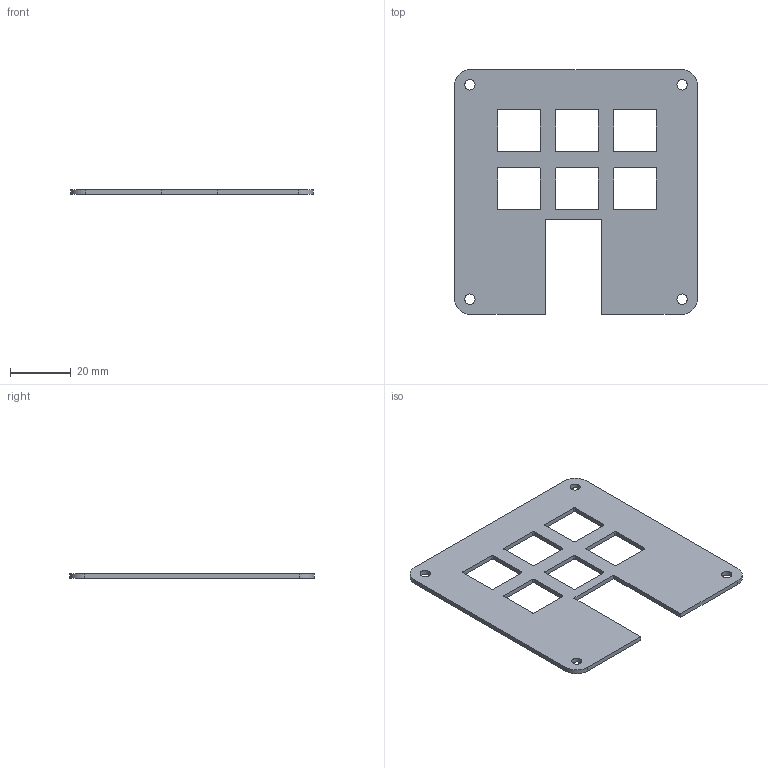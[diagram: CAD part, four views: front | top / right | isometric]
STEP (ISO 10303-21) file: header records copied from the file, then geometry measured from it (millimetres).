
FILE_DESCRIPTION(/* description */ (''),/* implementation_level */ '2;1');
FILE_NAME(/* name */ 'Untitled.step',/* time_stamp */ '2026-01-08T23:43:33+13:00',/* author */ (''),/* organization */ (''),/* preprocessor_version */ 'ST-DEVELOPER v20.1',/* originating_system */ 'Autodesk Translation Framework v14.21.0.0',/* authorisation */ '');
FILE_SCHEMA (('AUTOMOTIVE_DESIGN { 1 0 10303 214 3 1 1 }'));
Length unit declared in the file: millimetre
Products named in the file (1): 2026-01-08-23-27-17-948
Bounding box: 79.6 x 80.3 x 1.5 mm (x, y, z)
Volume: 6869.6 mm3; surface area: 10325.1 mm2
Topology: 1 solids, 1 shells, 259 faces, 729 edges, 486 vertices
Faces by surface type: bspline 133, plane 94, cylinder 32
Full cylindrical faces by diameter (mm): 3.4 x4
Entity records: 9650 total; most frequent: CARTESIAN_POINT 3736, ORIENTED_EDGE 1458, DIRECTION 781, EDGE_CURVE 729, VERTEX_POINT 486, LINE 399, VECTOR 399, EDGE_LOOP 293
